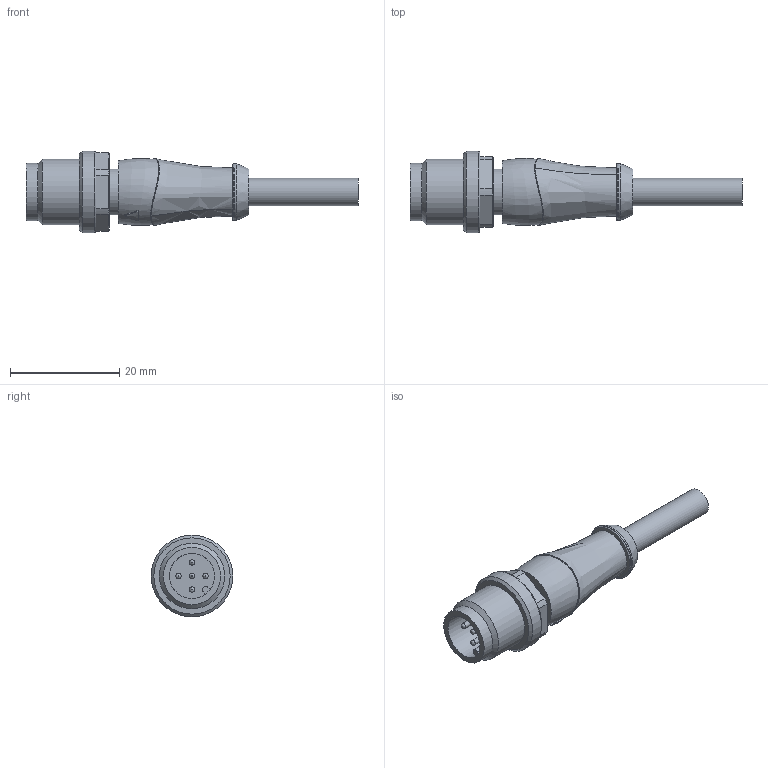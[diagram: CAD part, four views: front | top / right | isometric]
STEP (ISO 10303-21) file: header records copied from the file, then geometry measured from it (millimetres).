
FILE_DESCRIPTION(/* description */ (''),/* implementation_level */ '2;1');
FILE_NAME(/* name */ 'M12 male A-cod 1-5-pin.stp',/* time_stamp */ '2024-11-26T16:22:31+01:00',/* author */ ('dettke'),/* organization */ (''),/* preprocessor_version */ 'ST-DEVELOPER v20',/* originating_system */ 'Autodesk Inventor 2025',/* authorisation */ '');
FILE_SCHEMA (('AUTOMOTIVE_DESIGN { 1 0 10303 214 3 1 1 }'));
Length unit declared in the file: millimetre
Products named in the file (1): M12 male A-cod 1-5-pin
Bounding box: 60.9 x 15 x 15 mm (x, y, z)
Volume: 4061 mm3; surface area: 2517.7 mm2
Topology: 1 solids, 1 shells, 79 faces, 177 edges, 113 vertices
Faces by surface type: plane 32, cylinder 19, bspline 17, cone 8, torus 3
Full cylindrical faces by diameter (mm): 1 x5, 5 x1, 8.3 x1, 8.4 x1, 10.5 x2, 12 x1, 15 x1
Entity records: 4311 total; most frequent: CARTESIAN_POINT 2564, ORIENTED_EDGE 354, DIRECTION 343, EDGE_CURVE 177, AXIS2_PLACEMENT_3D 143, VERTEX_POINT 113, EDGE_LOOP 92, CIRCLE 80
